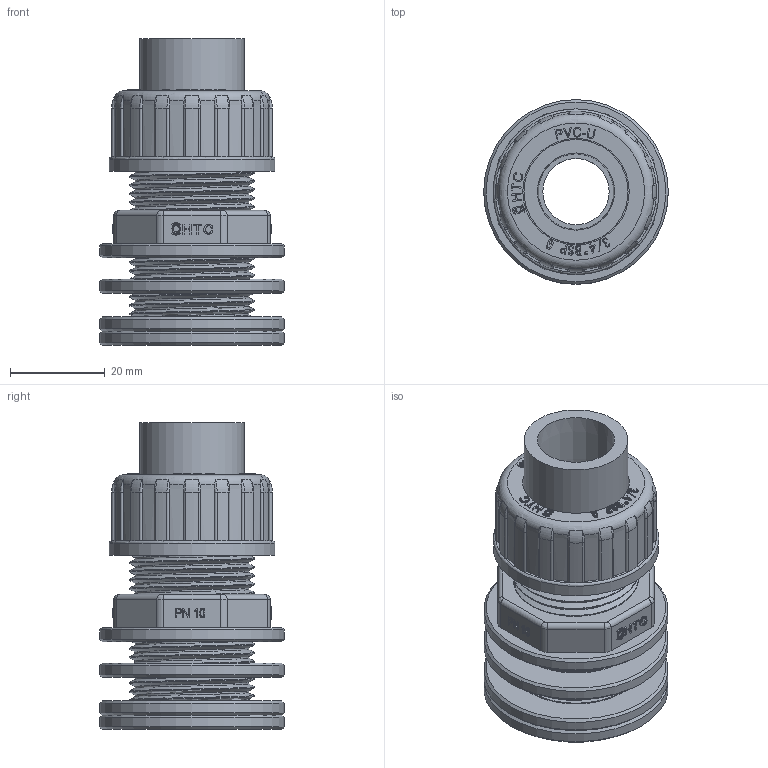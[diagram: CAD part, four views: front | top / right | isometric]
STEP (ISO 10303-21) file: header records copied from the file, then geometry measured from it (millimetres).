
FILE_DESCRIPTION(/* description */ (''),/* implementation_level */ '2;1');
FILE_NAME(/* name */ '水箱接头25X16.stp',/* time_stamp */ '2025-09-27T09:43:31+08:00',/* author */ (''),/* organization */ (''),/* preprocessor_version */ 'ST-DEVELOPER v16.7',/* originating_system */ 'SIEMENS PLM Software NX 12.0',/* authorisation */ '');
FILE_SCHEMA (('AUTOMOTIVE_DESIGN { 1 0 10303 214 3 1 1 1 }'));
Products named in the file (1): Admi06C0A703816j
Bounding box: 39 x 39 x 64.8 mm (x, y, z)
Volume: 31523.6 mm3; surface area: 26326.3 mm2
Topology: 7 solids, 7 shells, 1141 faces, 3126 edges, 2057 vertices
Faces by surface type: plane 825, cylinder 159, extrusion 83, bspline 46, torus 18, cone 10
Full cylindrical faces by diameter (mm): 1 x1, 1.339 x1, 1.5 x1, 1.785 x1, 14 x1, 15 x1, 18 x1, 22 x1, 22.5 x1, 23.8 x1, 24 x2, 24.117 x21, 26.441 x27, 27 x2, 35 x1, 39 x4
Entity records: 46770 total; most frequent: CARTESIAN_POINT 22476, ORIENTED_EDGE 5882, DIRECTION 3550, EDGE_CURVE 2941, VERTEX_POINT 1952, B_SPLINE_CURVE_WITH_KNOTS 1773, AXIS2_PLACEMENT_3D 1249, EDGE_LOOP 1201
